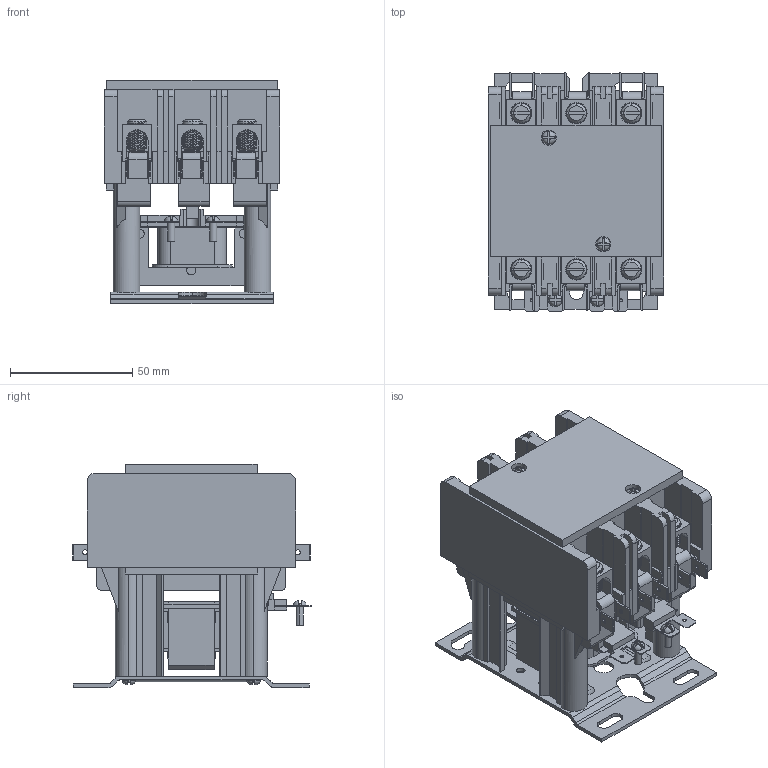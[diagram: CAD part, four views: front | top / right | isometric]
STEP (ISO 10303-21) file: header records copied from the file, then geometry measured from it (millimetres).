
FILE_DESCRIPTION (( 'STEP AP214' ), '1' );
FILE_NAME ('BDP3P60A480V.STEP', '2019-03-16T23:05:18', ( '' ), ( '' ), 'SwSTEP 2.0', 'SolidWorks 2013', '' );
FILE_SCHEMA (( 'AUTOMOTIVE_DESIGN' ));
Length unit declared in the file: millimetre
Products named in the file (9): BDP3P60A480V; BDP3P50A277V_7; BDP3P50A277V_1; BDP3P50A277V_2; BDP3P50A277V_3; Screw_01; BDP3P50A277V_6; Screw_02; BDP3P50A277V_5
Assembly tree (32 placements, depth 2):
  BDP3P60A480V
    BDP3P50A277V_2
    BDP3P50A277V_1
    Screw_01  x10
    Screw_02  x6
    BDP3P50A277V_5  x6
    BDP3P50A277V_6
    BDP3P50A277V_7
    BDP3P50A277V_3  x6
Bounding box: 71.5 x 97.58 x 91.2 mm (x, y, z)
Volume: 283175.3 mm3; surface area: 100042 mm2
Topology: 38 solids, 38 shells, 1639 faces, 4403 edges, 2860 vertices
Faces by surface type: plane 1104, cylinder 415, cone 54, torus 48, bspline 18
Entity records: 30572 total; most frequent: CARTESIAN_POINT 7063, ORIENTED_EDGE 4890, DIRECTION 4578, EDGE_CURVE 2445, VECTOR 1936, LINE 1936, VERTEX_POINT 1612, AXIS2_PLACEMENT_3D 1321
